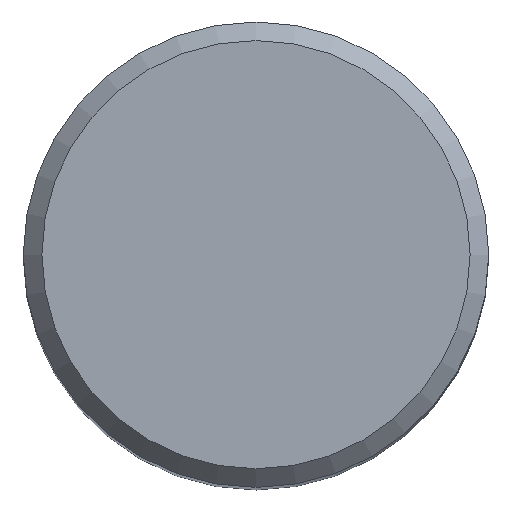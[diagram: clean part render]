
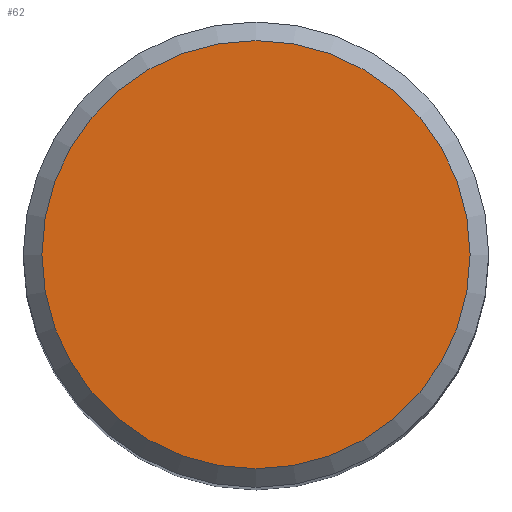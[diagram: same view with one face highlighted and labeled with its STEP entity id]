
A CAD part, top view. The second image highlights one B-rep face of the part: STEP entity #62.
In plain terms, the highlighted planar face has unit normal (0, 0, 1).
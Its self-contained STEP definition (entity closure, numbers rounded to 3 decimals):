
#53=PLANE('',#204);
#57=FACE_OUTER_BOUND('',#92,.T.);
#62=ADVANCED_FACE('NONE',(#57),#53,.T.);
#92=EDGE_LOOP('',(#110));
#110=ORIENTED_EDGE('',*,*,#137,.F.);
#128=VERTEX_POINT('',#288);
#137=EDGE_CURVE('NONE',#128,#128,#146,.T.);
#146=CIRCLE('',#203,4.6);
#203=AXIS2_PLACEMENT_3D('',#287,#234,#235);
#204=AXIS2_PLACEMENT_3D('',#289,#236,#237);
#234=DIRECTION('',(0.,0.,-1.));
#235=DIRECTION('',(-1.,0.,0.));
#236=DIRECTION('',(0.,0.,1.));
#237=DIRECTION('',(1.,0.,0.));
#287=CARTESIAN_POINT('',(0.,0.,0.));
#288=CARTESIAN_POINT('',(-4.6,0.,0.));
#289=CARTESIAN_POINT('',(0.,0.,0.));
